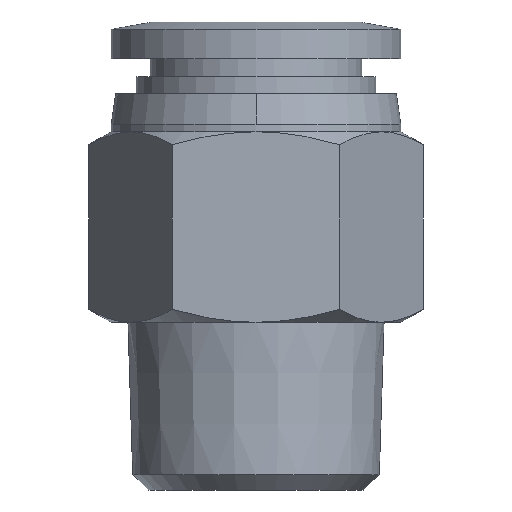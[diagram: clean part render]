
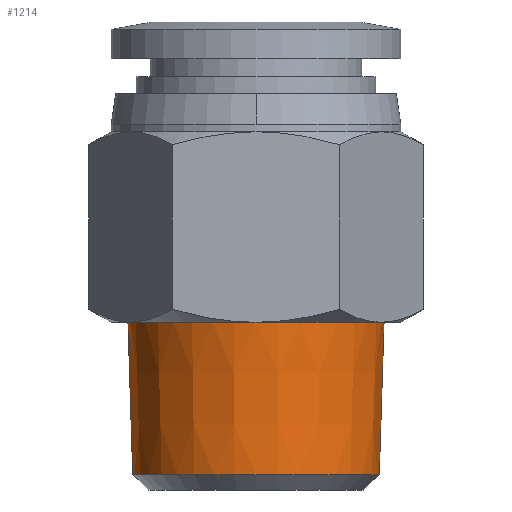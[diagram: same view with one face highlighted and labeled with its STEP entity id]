
A CAD part, front view. The second image highlights one B-rep face of the part: STEP entity #1214.
In plain terms, the highlighted conical face has half-angle 1.79 degrees and reference radius 8.4 mm.
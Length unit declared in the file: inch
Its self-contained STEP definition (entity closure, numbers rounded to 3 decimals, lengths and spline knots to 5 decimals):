
#153 = ORIENTED_EDGE ( 'NONE', *, *, #1213, .F. ) ;
#285 = CARTESIAN_POINT ( 'NONE',  ( -0.33071, 0., 0. ) ) ;
#316 = CARTESIAN_POINT ( 'NONE',  ( 0.3184, 0., -0.39372 ) ) ;
#327 = LINE ( 'NONE', #1592, #2133 ) ;
#336 = CONICAL_SURFACE ( 'NONE', #1646, 0.33071, 0.031 ) ;
#346 = CARTESIAN_POINT ( 'NONE',  ( 0., 0., 0. ) ) ;
#349 = EDGE_CURVE ( 'NONE', #1058, #1620, #327, .T. ) ;
#457 = DIRECTION ( 'NONE',  ( 0., 0., -1. ) ) ;
#514 = CIRCLE ( 'NONE', #528, 0.3184 ) ;
#518 = FACE_OUTER_BOUND ( 'NONE', #1871, .T. ) ;
#528 = AXIS2_PLACEMENT_3D ( 'NONE', #1043, #2325, #1231 ) ;
#544 = CARTESIAN_POINT ( 'NONE',  ( -0.3184, 0., -0.39372 ) ) ;
#578 = EDGE_CURVE ( 'NONE', #1620, #1617, #1250, .T. ) ;
#751 = CARTESIAN_POINT ( 'NONE',  ( 0.33071, 0., 0. ) ) ;
#785 = DIRECTION ( 'NONE',  ( 1., 0., 0. ) ) ;
#815 = CARTESIAN_POINT ( 'NONE',  ( 0., 0., 0. ) ) ;
#838 = VERTEX_POINT ( 'NONE', #544 ) ;
#882 = ORIENTED_EDGE ( 'NONE', *, *, #1937, .F. ) ;
#1043 = CARTESIAN_POINT ( 'NONE',  ( 0., 0., -0.39372 ) ) ;
#1058 = VERTEX_POINT ( 'NONE', #316 ) ;
#1098 = VECTOR ( 'NONE', #1950, 39.37008 ) ;
#1105 = ORIENTED_EDGE ( 'NONE', *, *, #578, .T. ) ;
#1114 = ORIENTED_EDGE ( 'NONE', *, *, #349, .T. ) ;
#1137 = LINE ( 'NONE', #285, #1098 ) ;
#1213 = EDGE_CURVE ( 'NONE', #838, #1617, #1137, .T. ) ;
#1214 = ADVANCED_FACE ( 'NONE', ( #518 ), #336, .T. ) ;
#1231 = DIRECTION ( 'NONE',  ( 1., 0., 0. ) ) ;
#1250 = CIRCLE ( 'NONE', #1278, 0.33071 ) ;
#1278 = AXIS2_PLACEMENT_3D ( 'NONE', #346, #457, #785 ) ;
#1592 = CARTESIAN_POINT ( 'NONE',  ( 0.33071, 0., 0. ) ) ;
#1599 = DIRECTION ( 'NONE',  ( 0.031, 0., 1. ) ) ;
#1617 = VERTEX_POINT ( 'NONE', #1881 ) ;
#1620 = VERTEX_POINT ( 'NONE', #751 ) ;
#1646 = AXIS2_PLACEMENT_3D ( 'NONE', #815, #2114, #1768 ) ;
#1768 = DIRECTION ( 'NONE',  ( 1., 0., 0. ) ) ;
#1871 = EDGE_LOOP ( 'NONE', ( #153, #882, #1114, #1105 ) ) ;
#1881 = CARTESIAN_POINT ( 'NONE',  ( -0.33071, 0., 0. ) ) ;
#1937 = EDGE_CURVE ( 'NONE', #1058, #838, #514, .T. ) ;
#1950 = DIRECTION ( 'NONE',  ( -0.031, 0., 1. ) ) ;
#2114 = DIRECTION ( 'NONE',  ( 0., 0., 1. ) ) ;
#2133 = VECTOR ( 'NONE', #1599, 39.37008 ) ;
#2325 = DIRECTION ( 'NONE',  ( 0., 0., -1. ) ) ;
